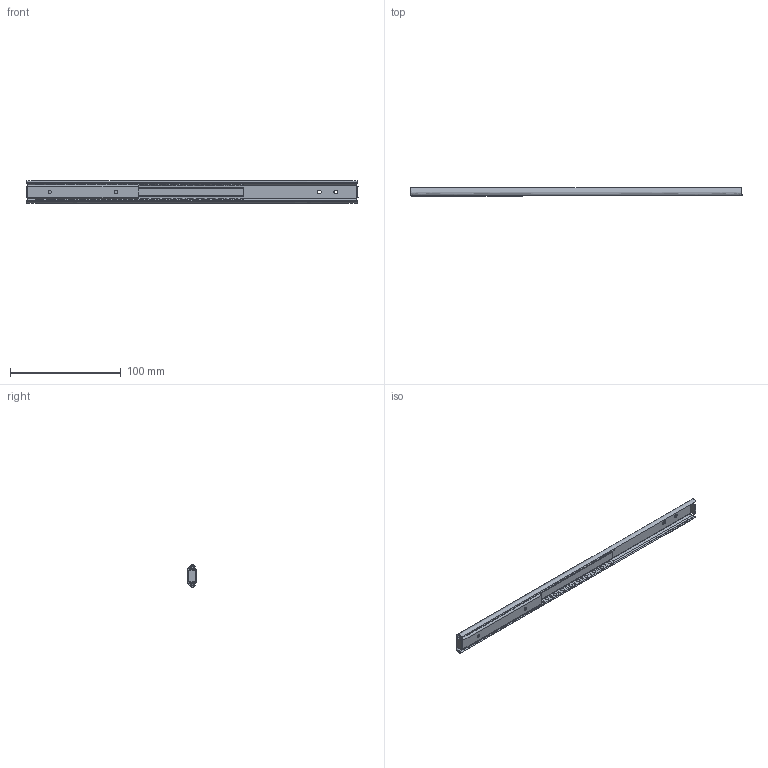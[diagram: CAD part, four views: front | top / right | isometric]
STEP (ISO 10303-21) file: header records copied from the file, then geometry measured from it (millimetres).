
FILE_DESCRIPTION((''),'2;1');
FILE_NAME('','2005-12-14T16:50:26',(''),(''),'','CADfix','');
FILE_SCHEMA(('AUTOMOTIVE_DESIGN'));
Length unit declared in the file: millimetre
Products named in the file (5): ball; retainer; member_B; member_A; TM_231_2_5152_36
Assembly tree (41 placements, depth 2):
  TM_231_2_5152_36
    ball  x38
    retainer
    member_B
    member_A
Bounding box: 300 x 8 x 20 mm (x, y, z)
Volume: 16674.7 mm3; surface area: 31884.1 mm2
Topology: 41 solids, 41 shells, 520 faces, 1482 edges, 1044 vertices
Faces by surface type: bspline 520
Entity records: 17729 total; most frequent: CARTESIAN_POINT 9497, ORIENTED_EDGE 2816, EDGE_CURVE 1408, VERTEX_POINT 970, QUASI_UNIFORM_CURVE 678, EDGE_LOOP 538, FACE_OUTER_BOUND 446, ADVANCED_FACE 446
